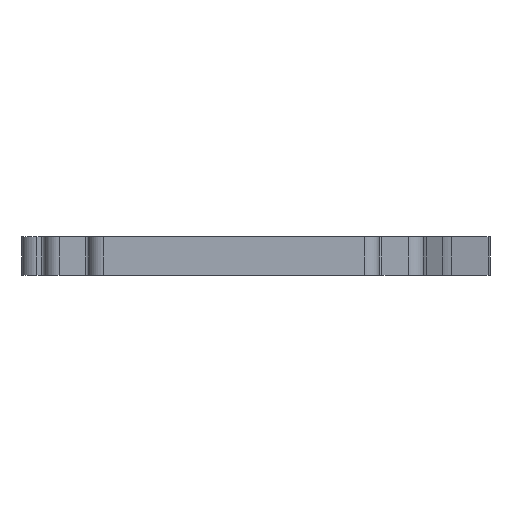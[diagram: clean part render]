
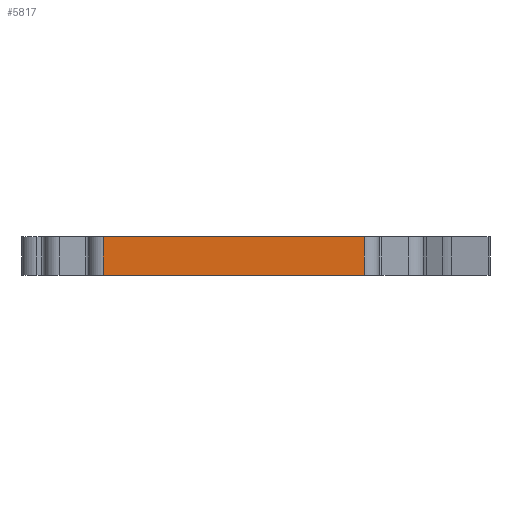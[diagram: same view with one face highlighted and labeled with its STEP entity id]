
A CAD part, left-side view. The second image highlights one B-rep face of the part: STEP entity #5817.
In plain terms, the highlighted planar face has unit normal (-1, 0, 0).
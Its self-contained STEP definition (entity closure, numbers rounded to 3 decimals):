
#3229 = VERTEX_POINT('',#3230);
#3230 = CARTESIAN_POINT('',(-40.7,66.,0.));
#3237 = EDGE_CURVE('',#3238,#3229,#3240,.T.);
#3238 = VERTEX_POINT('',#3239);
#3239 = CARTESIAN_POINT('',(-40.7,10.,0.));
#3240 = LINE('',#3241,#3242);
#3241 = CARTESIAN_POINT('',(-40.7,51.396,0.));
#3242 = VECTOR('',#3243,1.);
#3243 = DIRECTION('',(0.,1.,0.));
#5797 = VERTEX_POINT('',#5798);
#5798 = CARTESIAN_POINT('',(-40.7,66.,8.3));
#5805 = EDGE_CURVE('',#3229,#5797,#5806,.T.);
#5806 = LINE('',#5807,#5808);
#5807 = CARTESIAN_POINT('',(-40.7,66.,0.));
#5808 = VECTOR('',#5809,1.);
#5809 = DIRECTION('',(0.,0.,1.));
#5817 = ADVANCED_FACE('',(#5818),#5836,.F.);
#5818 = FACE_BOUND('',#5819,.F.);
#5819 = EDGE_LOOP('',(#5820,#5828,#5834,#5835));
#5820 = ORIENTED_EDGE('',*,*,#5821,.T.);
#5821 = EDGE_CURVE('',#5797,#5822,#5824,.T.);
#5822 = VERTEX_POINT('',#5823);
#5823 = CARTESIAN_POINT('',(-40.7,10.,8.3));
#5824 = LINE('',#5825,#5826);
#5825 = CARTESIAN_POINT('',(-40.7,51.396,8.3));
#5826 = VECTOR('',#5827,1.);
#5827 = DIRECTION('',(0.,-1.,0.));
#5828 = ORIENTED_EDGE('',*,*,#5829,.F.);
#5829 = EDGE_CURVE('',#3238,#5822,#5830,.T.);
#5830 = LINE('',#5831,#5832);
#5831 = CARTESIAN_POINT('',(-40.7,10.,0.));
#5832 = VECTOR('',#5833,1.);
#5833 = DIRECTION('',(0.,0.,1.));
#5834 = ORIENTED_EDGE('',*,*,#3237,.T.);
#5835 = ORIENTED_EDGE('',*,*,#5805,.T.);
#5836 = PLANE('',#5837);
#5837 = AXIS2_PLACEMENT_3D('',#5838,#5839,#5840);
#5838 = CARTESIAN_POINT('',(-40.7,66.,0.));
#5839 = DIRECTION('',(1.,0.,0.));
#5840 = DIRECTION('',(0.,-1.,0.));
